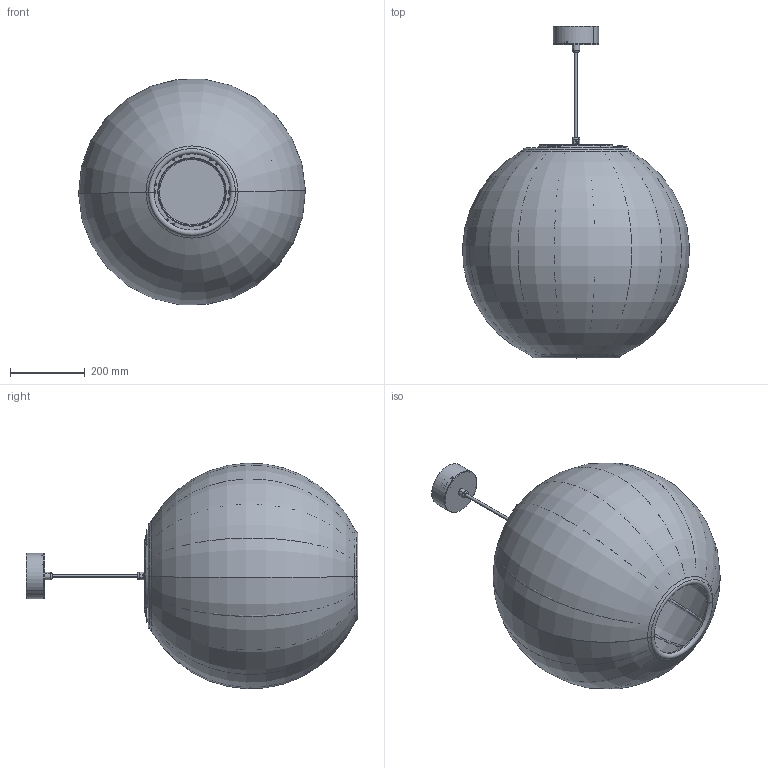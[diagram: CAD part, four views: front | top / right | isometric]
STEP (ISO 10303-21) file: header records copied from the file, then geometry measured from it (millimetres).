
FILE_DESCRIPTION (( 'STEP AP203' ), '1' );
FILE_NAME ('NANS SPHERE S-60 309062yyxxx.STEP', '2021-07-16T08:54:22', ( '' ), ( '' ), 'SwSTEP 2.0', 'SolidWorks 2019', '' );
FILE_SCHEMA (( 'CONFIG_CONTROL_DESIGN' ));
Length unit declared in the file: millimetre
Products named in the file (26): 000-914-052; NANS SPHERE S-60 309062yyxxx; 000-D7991-310 A2; 000-261-043; 000-261-044; 000-309-051; 000-309-059; 000-PAPEL REFLECTOR; 000-FLO096; 000-914-186; 000-338-150; 000-920-005; 000-D967-36; 000-D913-33A2_M3X3mm; 000-DISCO ALUMINIIO; 000-D6798J-5.3A2; 000-D7984-510A2_PreviewCfg; 000-DIFUSOR POLIESTER; 000-MON PANEL LIGHT 217 IP; 000-309-060; 000-309-029; 000-261-046; 2.5 MTS. CABLE SJTW 2X18AWG^000-MON PANEL LIGHT 217 IP; 000-914-027; 000-FASTPOINT 9232EA01; 000-D913-46A2
Assembly tree (43 placements, depth 4):
  NANS SPHERE S-60 309062yyxxx
    000-309-051
    000-MON PANEL LIGHT 217 IP
      000-261-044
      000-261-043
      000-DISCO ALUMINIIO
      000-PAPEL REFLECTOR
      000-DIFUSOR POLIESTER
      000-D7991-310 A2  x6
      000-914-027
      000-D967-36  x2
      000-920-005
      2.5 MTS. CABLE SJTW 2X18AWG^000-MON PANEL LIGHT 217 IP
      000-309-029
      000-914-052
      000-D913-33A2_M3X3mm
      000-FLO096
        000-338-150
        000-261-046
        000-D913-46A2  x3
        000-914-186
        000-309-029
        000-D913-33A2_M3X3mm
    000-309-059
    000-309-060  x3
    000-D7984-510A2_PreviewCfg  x3
    000-D6798J-5.3A2  x3
    000-FASTPOINT 9232EA01  x3
Bounding box: 607.1 x 888.14 x 603.55 mm (x, y, z)
Volume: 442963.2 mm3; surface area: 2865118.3 mm2
Topology: 42 solids, 66 shells, 2109 faces, 4969 edges, 2945 vertices
Faces by surface type: plane 732, cylinder 521, bspline 365, cone 256, torus 191, sphere 44
Entity records: 58917 total; most frequent: CARTESIAN_POINT 19849, ORIENTED_EDGE 7536, DIRECTION 7306, EDGE_CURVE 3774, AXIS2_PLACEMENT_3D 2830, VERTEX_POINT 2308, EDGE_LOOP 1800, LINE 1646
